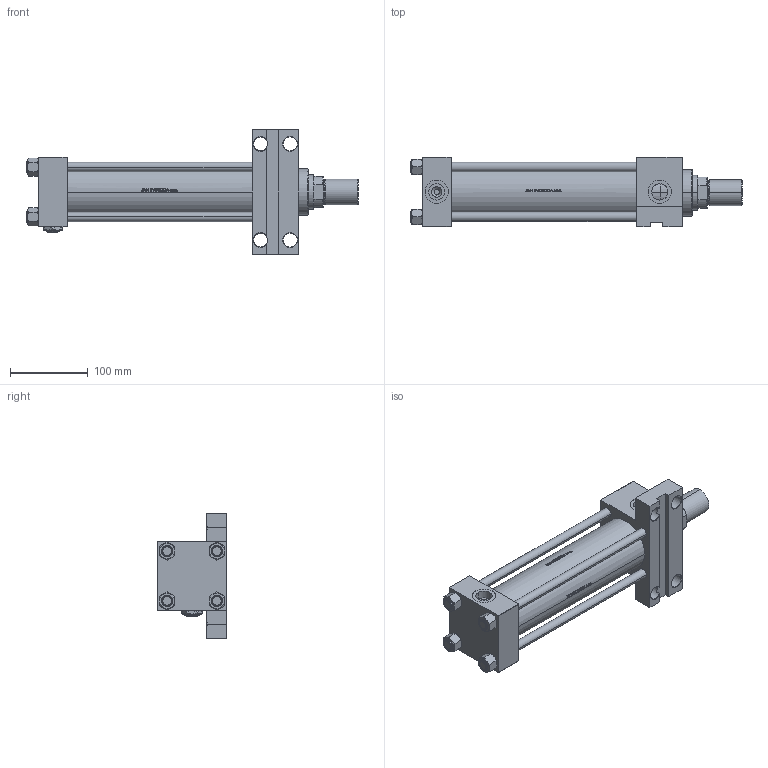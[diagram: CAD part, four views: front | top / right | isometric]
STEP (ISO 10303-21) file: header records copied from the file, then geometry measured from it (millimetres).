
FILE_DESCRIPTION (( 'STEP AP203' ), '1' );
FILE_NAME ('677c.STEP', '2023-01-17T18:10:46', ( '' ), ( '' ), 'SwSTEP 2.0', 'SolidWorks 2019', '' );
FILE_SCHEMA (( 'CONFIG_CONTROL_DESIGN' ));
Length unit declared in the file: millimetre
Products named in the file (8): Zatka_pro_OIL_PORT cd8fc58ec3ee02ab198bcb54f6cd33cd; 677c; V215CR_F_Body cd8fc58ec3ee02ab198bcb54f6cd33cd; V215CR_VCP_F cd8fc58ec3ee02ab198bcb54f6cd33cd; V215_VC_A cd8fc58ec3ee02ab198bcb54f6cd33cd; NUT_M5_F cd8fc58ec3ee02ab198bcb54f6cd33cd; V215CR_F_TYCINKA cd8fc58ec3ee02ab198bcb54f6cd33cd; ROD_END_AH cd8fc58ec3ee02ab198bcb54f6cd33cd
Assembly tree (14 placements, depth 2):
  677c
    V215CR_F_Body cd8fc58ec3ee02ab198bcb54f6cd33cd
    V215CR_VCP_F cd8fc58ec3ee02ab198bcb54f6cd33cd
    V215CR_F_TYCINKA cd8fc58ec3ee02ab198bcb54f6cd33cd  x4
    NUT_M5_F cd8fc58ec3ee02ab198bcb54f6cd33cd  x4
    V215_VC_A cd8fc58ec3ee02ab198bcb54f6cd33cd
    ROD_END_AH cd8fc58ec3ee02ab198bcb54f6cd33cd
    Zatka_pro_OIL_PORT cd8fc58ec3ee02ab198bcb54f6cd33cd  x2
Bounding box: 428 x 90 x 160 mm (x, y, z)
Volume: 1581436 mm3; surface area: 343656.7 mm2
Topology: 14 solids, 14 shells, 1219 faces, 3000 edges, 1929 vertices
Faces by surface type: plane 491, bspline 380, cone 198, cylinder 140, torus 10
Entity records: 50314 total; most frequent: CARTESIAN_POINT 26688, ORIENTED_EDGE 5300, DIRECTION 3454, EDGE_CURVE 2650, VERTEX_POINT 1727, VECTOR 1340, LINE 1340, EDGE_LOOP 1199
